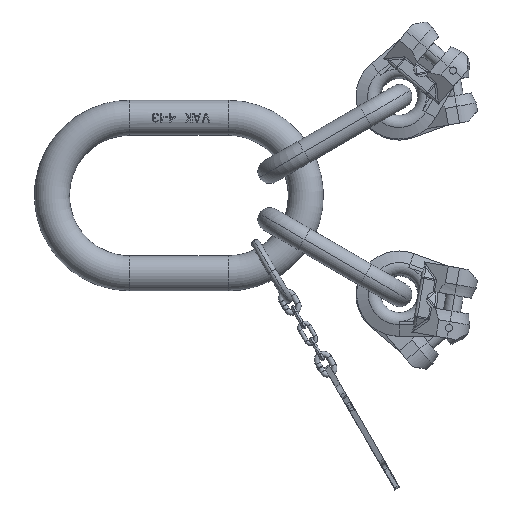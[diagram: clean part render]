
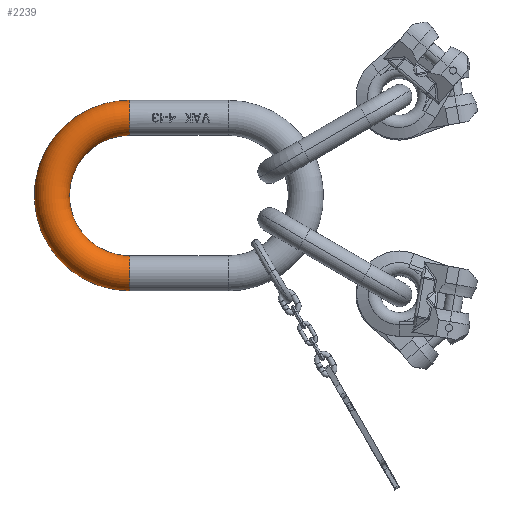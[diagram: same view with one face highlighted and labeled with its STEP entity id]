
A CAD part, top view. The second image highlights one B-rep face of the part: STEP entity #2239.
In plain terms, the highlighted toroidal (fillet/blend) face has major radius 71 mm and minor radius 16 mm.
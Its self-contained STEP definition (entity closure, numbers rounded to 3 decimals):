
#5=CARTESIAN_POINT('',(-90.,71.,0.));
#6=DIRECTION('',(-1.,0.,0.));
#7=DIRECTION('',(0.,-1.,0.));
#8=AXIS2_PLACEMENT_3D('',#5,#6,#7);
#529=CARTESIAN_POINT('',(-90.,-71.,0.));
#530=DIRECTION('',(1.,0.,0.));
#531=DIRECTION('',(0.,1.,0.));
#532=AXIS2_PLACEMENT_3D('',#529,#530,#531);
#534=CARTESIAN_POINT('',(-90.,-87.,0.));
#535=CARTESIAN_POINT('',(-94.795,-87.,0.));
#536=CARTESIAN_POINT('',(-104.385,-86.205,
0.));
#537=CARTESIAN_POINT('',(-118.378,-82.662,
0.));
#538=CARTESIAN_POINT('',(-131.597,-76.864,
0.));
#539=CARTESIAN_POINT('',(-143.681,-68.969,
0.));
#540=CARTESIAN_POINT('',(-154.3,-59.193,
0.));
#541=CARTESIAN_POINT('',(-163.166,-47.802,
0.));
#542=CARTESIAN_POINT('',(-170.036,-35.107,
0.));
#543=CARTESIAN_POINT('',(-174.723,-21.455,
0.));
#544=CARTESIAN_POINT('',(-177.099,-7.217,
0.));
#545=CARTESIAN_POINT('',(-177.099,7.217,
0.));
#546=CARTESIAN_POINT('',(-174.723,21.455,
0.));
#547=CARTESIAN_POINT('',(-170.036,35.107,
0.));
#548=CARTESIAN_POINT('',(-163.166,47.802,
0.));
#549=CARTESIAN_POINT('',(-154.3,59.193,
0.));
#550=CARTESIAN_POINT('',(-143.681,68.969,
0.));
#551=CARTESIAN_POINT('',(-131.597,76.864,
0.));
#552=CARTESIAN_POINT('',(-118.378,82.662,
0.));
#553=CARTESIAN_POINT('',(-104.385,86.205,
0.));
#554=CARTESIAN_POINT('',(-94.795,87.,0.));
#555=CARTESIAN_POINT('',(-90.,87.,0.));
#557=CARTESIAN_POINT('',(-90.,55.,0.));
#558=CARTESIAN_POINT('',(-93.388,55.,0.));
#559=CARTESIAN_POINT('',(-100.164,54.372,
0.));
#560=CARTESIAN_POINT('',(-109.982,51.579,
0.));
#561=CARTESIAN_POINT('',(-119.119,47.029,
0.));
#562=CARTESIAN_POINT('',(-127.265,40.877,
0.));
#563=CARTESIAN_POINT('',(-134.141,33.334,0.));
#564=CARTESIAN_POINT('',(-139.515,24.656,0.));
#565=CARTESIAN_POINT('',(-143.202,15.137,0.));
#566=CARTESIAN_POINT('',(-145.078,5.104,0.));
#567=CARTESIAN_POINT('',(-145.078,-5.104,0.));
#568=CARTESIAN_POINT('',(-143.202,-15.137,0.));
#569=CARTESIAN_POINT('',(-139.515,-24.656,0.));
#570=CARTESIAN_POINT('',(-134.141,-33.334,0.));
#571=CARTESIAN_POINT('',(-127.265,-40.877,
0.));
#572=CARTESIAN_POINT('',(-119.119,-47.029,
0.));
#573=CARTESIAN_POINT('',(-109.982,-51.579,
0.));
#574=CARTESIAN_POINT('',(-100.164,-54.372,
0.));
#575=CARTESIAN_POINT('',(-93.388,-55.,0.));
#576=CARTESIAN_POINT('',(-90.,-55.,0.));
#1726=VERTEX_POINT('',#534);
#1727=VERTEX_POINT('',#555);
#1728=VERTEX_POINT('',#557);
#1729=VERTEX_POINT('',#576);
#2225=CARTESIAN_POINT('',(-90.,0.,0.));
#2226=DIRECTION('',(0.,0.,-1.));
#2227=DIRECTION('',(0.,1.,0.));
#2228=AXIS2_PLACEMENT_3D('',#2225,#2226,#2227);
#2229=TOROIDAL_SURFACE('',#2228,71.,16.);
#2231=ORIENTED_EDGE('',*,*,#2230,.T.);
#2233=ORIENTED_EDGE('',*,*,#2232,.T.);
#2234=ORIENTED_EDGE('',*,*,#1989,.F.);
#2236=ORIENTED_EDGE('',*,*,#2235,.T.);
#2237=EDGE_LOOP('',(#2231,#2233,#2234,#2236));
#2238=FACE_OUTER_BOUND('',#2237,.F.);
#2239=ADVANCED_FACE('',(#2238),#2229,.T.);
#9=CIRCLE('',#8,16.);
#533=CIRCLE('',#532,16.);
#556=B_SPLINE_CURVE_WITH_KNOTS('',3,(#534,#535,#536,#537,#538,#539,#540,#541,
#542,#543,#544,#545,#546,#547,#548,#549,#550,#551,#552,#553,#554,#555),
.UNSPECIFIED.,.F.,.F.,(4,1,1,1,1,1,1,1,1,1,1,1,1,1,1,1,1,1,1,4),(0.,
0.053,0.105,0.158,0.211,
0.263,0.316,0.368,0.421,
0.474,0.526,0.579,0.632,
0.684,0.737,0.789,0.842,
0.895,0.947,1.),.UNSPECIFIED.);
#577=B_SPLINE_CURVE_WITH_KNOTS('',3,(#557,#558,#559,#560,#561,#562,#563,#564,
#565,#566,#567,#568,#569,#570,#571,#572,#573,#574,#575,#576),.UNSPECIFIED.,.F.,
.F.,(4,1,1,1,1,1,1,1,1,1,1,1,1,1,1,1,1,4),(0.,0.059,
0.118,0.176,0.235,0.294,
0.353,0.412,0.471,0.529,
0.588,0.647,0.706,0.765,
0.824,0.882,0.941,1.),.UNSPECIFIED.);
#1989=EDGE_CURVE('',#1728,#1727,#9,.T.);
#2230=EDGE_CURVE('',#1729,#1726,#533,.T.);
#2232=EDGE_CURVE('',#1726,#1727,#556,.T.);
#2235=EDGE_CURVE('',#1728,#1729,#577,.T.);
